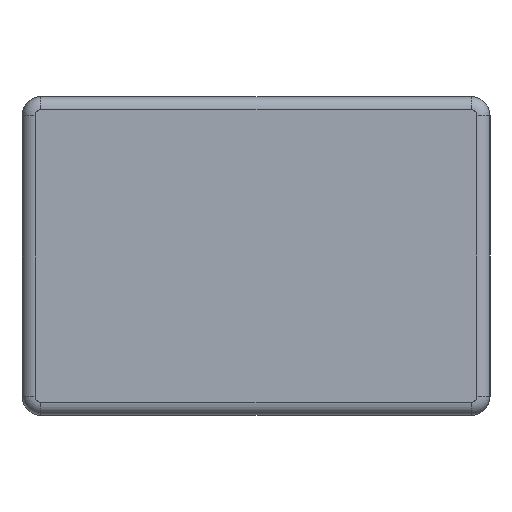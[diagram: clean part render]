
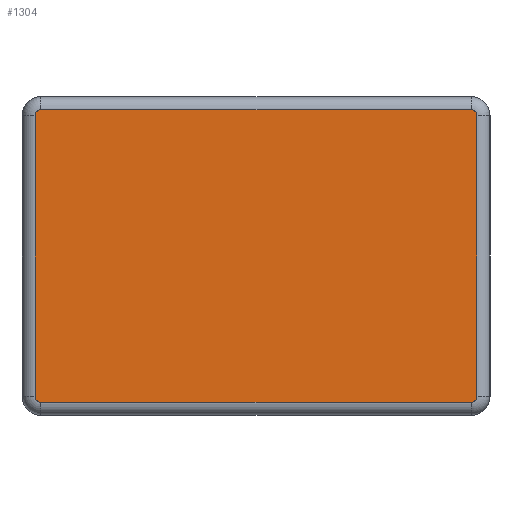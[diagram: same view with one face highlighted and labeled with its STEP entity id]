
A CAD part, front view. The second image highlights one B-rep face of the part: STEP entity #1304.
In plain terms, the highlighted planar face has unit normal (0, -1, 0).
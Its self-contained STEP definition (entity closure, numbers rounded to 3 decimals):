
#37 = DIRECTION ( 'NONE',  ( 0., 0., 1. ) ) ;
#153 = CARTESIAN_POINT ( 'NONE',  ( -34.15, -6., 23.23 ) ) ;
#172 = LINE ( 'NONE', #153, #1173 ) ;
#190 = CARTESIAN_POINT ( 'NONE',  ( 35.08, -6., -22.3 ) ) ;
#199 = CARTESIAN_POINT ( 'NONE',  ( 34.15, -6., 22.3 ) ) ;
#203 = DIRECTION ( 'NONE',  ( 0., -1., 0. ) ) ;
#242 = DIRECTION ( 'NONE',  ( 0., -1., 0. ) ) ;
#244 = ORIENTED_EDGE ( 'NONE', *, *, #4016, .T. ) ;
#284 = CARTESIAN_POINT ( 'NONE',  ( -34.15, -6., -22.3 ) ) ;
#294 = CARTESIAN_POINT ( 'NONE',  ( -34.15, -6., 22.3 ) ) ;
#330 = CIRCLE ( 'NONE', #706, 0.93 ) ;
#345 = CARTESIAN_POINT ( 'NONE',  ( 35.08, -6., 22.3 ) ) ;
#610 = ORIENTED_EDGE ( 'NONE', *, *, #776, .T. ) ;
#669 = CARTESIAN_POINT ( 'NONE',  ( 35.08, -6., 22.3 ) ) ;
#680 = LINE ( 'NONE', #1600, #4460 ) ;
#690 = EDGE_CURVE ( 'NONE', #992, #2465, #2355, .T. ) ;
#706 = AXIS2_PLACEMENT_3D ( 'NONE', #294, #203, #963 ) ;
#776 = EDGE_CURVE ( 'NONE', #3705, #2909, #330, .T. ) ;
#795 = CARTESIAN_POINT ( 'NONE',  ( 34.15, -6., -22.3 ) ) ;
#806 = DIRECTION ( 'NONE',  ( 0., 1., 0. ) ) ;
#873 = LINE ( 'NONE', #2690, #948 ) ;
#929 = EDGE_CURVE ( 'NONE', #2465, #2180, #4590, .T. ) ;
#948 = VECTOR ( 'NONE', #4131, 1000. ) ;
#963 = DIRECTION ( 'NONE',  ( 0., 0., 1. ) ) ;
#973 = CARTESIAN_POINT ( 'NONE',  ( 34.15, -6., 23.23 ) ) ;
#992 = VERTEX_POINT ( 'NONE', #2939 ) ;
#1159 = EDGE_CURVE ( 'NONE', #2909, #4620, #680, .T. ) ;
#1173 = VECTOR ( 'NONE', #4423, 1000. ) ;
#1180 = EDGE_CURVE ( 'NONE', #2180, #4149, #1607, .T. ) ;
#1304 = ADVANCED_FACE ( 'NONE', ( #3256 ), #3301, .F. ) ;
#1420 = CARTESIAN_POINT ( 'NONE',  ( -34.15, -6., -23.23 ) ) ;
#1455 = VECTOR ( 'NONE', #3961, 1000. ) ;
#1600 = CARTESIAN_POINT ( 'NONE',  ( -35.08, -6., -22.3 ) ) ;
#1607 = CIRCLE ( 'NONE', #3627, 0.93 ) ;
#1900 = ORIENTED_EDGE ( 'NONE', *, *, #1159, .T. ) ;
#1942 = CARTESIAN_POINT ( 'NONE',  ( -35.08, -6., 22.3 ) ) ;
#1977 = DIRECTION ( 'NONE',  ( 0., 0., 1. ) ) ;
#2180 = VERTEX_POINT ( 'NONE', #669 ) ;
#2251 = ORIENTED_EDGE ( 'NONE', *, *, #929, .T. ) ;
#2355 = CIRCLE ( 'NONE', #4077, 0.93 ) ;
#2360 = AXIS2_PLACEMENT_3D ( 'NONE', #3589, #806, #37 ) ;
#2388 = DIRECTION ( 'NONE',  ( 0., 0., -1. ) ) ;
#2423 = CARTESIAN_POINT ( 'NONE',  ( -34.15, -6., 23.23 ) ) ;
#2465 = VERTEX_POINT ( 'NONE', #190 ) ;
#2514 = ORIENTED_EDGE ( 'NONE', *, *, #1180, .T. ) ;
#2594 = ORIENTED_EDGE ( 'NONE', *, *, #3272, .T. ) ;
#2690 = CARTESIAN_POINT ( 'NONE',  ( 34.15, -6., -23.23 ) ) ;
#2693 = EDGE_CURVE ( 'NONE', #4620, #3775, #3832, .T. ) ;
#2909 = VERTEX_POINT ( 'NONE', #1942 ) ;
#2939 = CARTESIAN_POINT ( 'NONE',  ( 34.15, -6., -23.23 ) ) ;
#3088 = DIRECTION ( 'NONE',  ( 0., 0., 1. ) ) ;
#3132 = EDGE_LOOP ( 'NONE', ( #2514, #2594, #610, #1900, #4334, #244, #3471, #2251 ) ) ;
#3224 = CARTESIAN_POINT ( 'NONE',  ( -35.08, -6., -22.3 ) ) ;
#3256 = FACE_OUTER_BOUND ( 'NONE', #3132, .T. ) ;
#3272 = EDGE_CURVE ( 'NONE', #4149, #3705, #172, .T. ) ;
#3301 = PLANE ( 'NONE',  #2360 ) ;
#3471 = ORIENTED_EDGE ( 'NONE', *, *, #690, .T. ) ;
#3589 = CARTESIAN_POINT ( 'NONE',  ( -34.15, -6., 22.3 ) ) ;
#3627 = AXIS2_PLACEMENT_3D ( 'NONE', #199, #242, #1977 ) ;
#3690 = DIRECTION ( 'NONE',  ( 0., -1., 0. ) ) ;
#3705 = VERTEX_POINT ( 'NONE', #2423 ) ;
#3775 = VERTEX_POINT ( 'NONE', #1420 ) ;
#3832 = CIRCLE ( 'NONE', #4294, 0.93 ) ;
#3961 = DIRECTION ( 'NONE',  ( 0., 0., 1. ) ) ;
#4016 = EDGE_CURVE ( 'NONE', #3775, #992, #873, .T. ) ;
#4054 = DIRECTION ( 'NONE',  ( 0., 0., 1. ) ) ;
#4077 = AXIS2_PLACEMENT_3D ( 'NONE', #795, #3690, #4054 ) ;
#4131 = DIRECTION ( 'NONE',  ( 1., 0., 0. ) ) ;
#4149 = VERTEX_POINT ( 'NONE', #973 ) ;
#4294 = AXIS2_PLACEMENT_3D ( 'NONE', #284, #4555, #3088 ) ;
#4334 = ORIENTED_EDGE ( 'NONE', *, *, #2693, .T. ) ;
#4423 = DIRECTION ( 'NONE',  ( -1., 0., 0. ) ) ;
#4460 = VECTOR ( 'NONE', #2388, 1000. ) ;
#4555 = DIRECTION ( 'NONE',  ( 0., -1., 0. ) ) ;
#4590 = LINE ( 'NONE', #345, #1455 ) ;
#4620 = VERTEX_POINT ( 'NONE', #3224 ) ;
